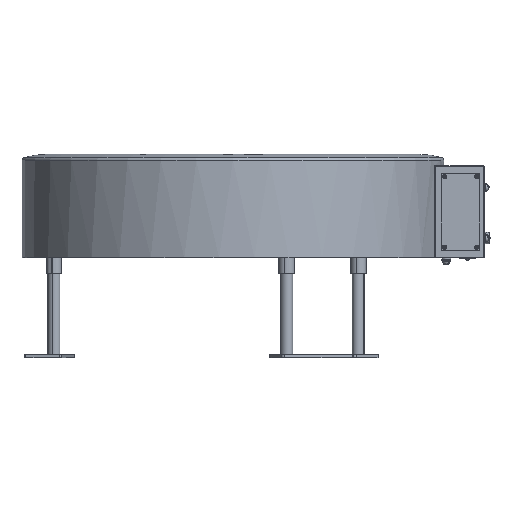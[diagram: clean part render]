
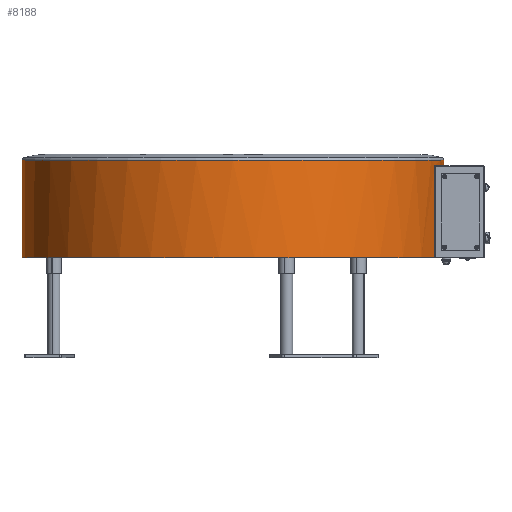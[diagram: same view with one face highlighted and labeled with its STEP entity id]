
A CAD part, left-side view. The second image highlights one B-rep face of the part: STEP entity #8188.
In plain terms, the highlighted cylindrical face has radius 275 mm (diameter 550 mm), a partial arc.
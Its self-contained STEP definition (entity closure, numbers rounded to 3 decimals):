
#510 = FACE_OUTER_BOUND ( 'NONE', #4218, .T. ) ;
#521 = CYLINDRICAL_SURFACE ( 'NONE', #7337, 275. ) ;
#1114 = LINE ( 'NONE', #6340, #1138 ) ;
#1138 = VECTOR ( 'NONE', #6346, 1000. ) ;
#1163 = LINE ( 'NONE', #6403, #1196 ) ;
#1176 = CIRCLE ( 'NONE', #7913, 275. ) ;
#1183 = CIRCLE ( 'NONE', #7936, 275. ) ;
#1196 = VECTOR ( 'NONE', #6402, 1000. ) ;
#1201 = CIRCLE ( 'NONE', #7978, 275. ) ;
#1242 = LINE ( 'NONE', #6473, #1245 ) ;
#1245 = VECTOR ( 'NONE', #6494, 1000. ) ;
#3086 = B_SPLINE_CURVE_WITH_KNOTS ( 'NONE', 3,
 ( #6465, #6484, #6466, #6485, #6486, #6467, #6470, #6500, #6471, #6487, #6488, #6523, #6519, #6515, #6518, #6509 ),
 .UNSPECIFIED., .F., .F.,
 ( 4, 2, 2, 2, 2, 2, 2, 4 ),
 ( 0., 0., 0.001, 0.002, 0.002, 0.002, 0.003, 0.003 ),
 .UNSPECIFIED. ) ;
#3341 = CARTESIAN_POINT ( 'NONE',  ( 0., 0., -65.5 ) ) ;
#3345 = DIRECTION ( 'NONE',  ( 0., 1., 0. ) ) ;
#3365 = DIRECTION ( 'NONE',  ( 0., 0., 1. ) ) ;
#4218 = EDGE_LOOP ( 'NONE', ( #4780, #4748, #4749, #4705, #4657, #4704, #4706 ) ) ;
#4657 = ORIENTED_EDGE ( 'NONE', *, *, #6897, .F. ) ;
#4704 = ORIENTED_EDGE ( 'NONE', *, *, #6900, .T. ) ;
#4705 = ORIENTED_EDGE ( 'NONE', *, *, #6858, .F. ) ;
#4706 = ORIENTED_EDGE ( 'NONE', *, *, #6908, .F. ) ;
#4748 = ORIENTED_EDGE ( 'NONE', *, *, #6864, .T. ) ;
#4749 = ORIENTED_EDGE ( 'NONE', *, *, #6881, .T. ) ;
#4780 = ORIENTED_EDGE ( 'NONE', *, *, #6863, .T. ) ;
#4853 = VERTEX_POINT ( 'NONE', #5376 ) ;
#4855 = VERTEX_POINT ( 'NONE', #5350 ) ;
#4856 = VERTEX_POINT ( 'NONE', #5363 ) ;
#4857 = VERTEX_POINT ( 'NONE', #5371 ) ;
#5233 = VERTEX_POINT ( 'NONE', #5741 ) ;
#5242 = VERTEX_POINT ( 'NONE', #5750 ) ;
#5247 = VERTEX_POINT ( 'NONE', #5763 ) ;
#5350 = CARTESIAN_POINT ( 'NONE',  ( -80.707, -262.891, -65.5 ) ) ;
#5363 = CARTESIAN_POINT ( 'NONE',  ( -80.707, -262.891, 53.5 ) ) ;
#5371 = CARTESIAN_POINT ( 'NONE',  ( 0., -275., 61.524 ) ) ;
#5376 = CARTESIAN_POINT ( 'NONE',  ( 0., -275., 55.5 ) ) ;
#5741 = CARTESIAN_POINT ( 'NONE',  ( 0., 275., -65.5 ) ) ;
#5750 = CARTESIAN_POINT ( 'NONE',  ( 0., 275., 61.524 ) ) ;
#5763 = CARTESIAN_POINT ( 'NONE',  ( -78.714, -263.494, 55.5 ) ) ;
#6340 = CARTESIAN_POINT ( 'NONE',  ( 0., 275., -65.5 ) ) ;
#6346 = DIRECTION ( 'NONE',  ( 0., 0., 1. ) ) ;
#6367 = DIRECTION ( 'NONE',  ( 0., -1., 0. ) ) ;
#6371 = DIRECTION ( 'NONE',  ( 0., 0., 1. ) ) ;
#6377 = CARTESIAN_POINT ( 'NONE',  ( 0., 0., 55.5 ) ) ;
#6402 = DIRECTION ( 'NONE',  ( 0., 0., 1. ) ) ;
#6403 = CARTESIAN_POINT ( 'NONE',  ( 0., -275., -65.5 ) ) ;
#6414 = DIRECTION ( 'NONE',  ( 0., 0., -1. ) ) ;
#6440 = CARTESIAN_POINT ( 'NONE',  ( 0., 0., 61.524 ) ) ;
#6446 = DIRECTION ( 'NONE',  ( 0., -1., 0. ) ) ;
#6456 = CARTESIAN_POINT ( 'NONE',  ( 0., 0., -65.5 ) ) ;
#6465 = CARTESIAN_POINT ( 'NONE',  ( -78.714, -263.494, 55.5 ) ) ;
#6466 = CARTESIAN_POINT ( 'NONE',  ( -78.97, -263.417, 55.488 ) ) ;
#6467 = CARTESIAN_POINT ( 'NONE',  ( -79.703, -263.197, 55.255 ) ) ;
#6470 = CARTESIAN_POINT ( 'NONE',  ( -79.924, -263.13, 55.11 ) ) ;
#6471 = CARTESIAN_POINT ( 'NONE',  ( -80.287, -263.019, 54.735 ) ) ;
#6473 = CARTESIAN_POINT ( 'NONE',  ( -80.707, -262.891, -65.5 ) ) ;
#6484 = CARTESIAN_POINT ( 'NONE',  ( -78.843, -263.456, 55.5 ) ) ;
#6485 = CARTESIAN_POINT ( 'NONE',  ( -79.222, -263.342, 55.438 ) ) ;
#6486 = CARTESIAN_POINT ( 'NONE',  ( -79.347, -263.304, 55.401 ) ) ;
#6487 = CARTESIAN_POINT ( 'NONE',  ( -80.435, -262.974, 54.516 ) ) ;
#6488 = CARTESIAN_POINT ( 'NONE',  ( -80.498, -262.955, 54.401 ) ) ;
#6492 = DIRECTION ( 'NONE',  ( 0., 0., -1. ) ) ;
#6494 = DIRECTION ( 'NONE',  ( 0., 0., 1. ) ) ;
#6495 = DIRECTION ( 'NONE',  ( 0., -1., 0. ) ) ;
#6500 = CARTESIAN_POINT ( 'NONE',  ( -80.202, -263.045, 54.837 ) ) ;
#6509 = CARTESIAN_POINT ( 'NONE',  ( -80.707, -262.891, 53.5 ) ) ;
#6515 = CARTESIAN_POINT ( 'NONE',  ( -80.693, -262.895, 53.767 ) ) ;
#6518 = CARTESIAN_POINT ( 'NONE',  ( -80.707, -262.891, 53.635 ) ) ;
#6519 = CARTESIAN_POINT ( 'NONE',  ( -80.641, -262.911, 54.027 ) ) ;
#6523 = CARTESIAN_POINT ( 'NONE',  ( -80.601, -262.923, 54.157 ) ) ;
#6858 = EDGE_CURVE ( 'NONE', #5233, #5242, #1114, .T. ) ;
#6863 = EDGE_CURVE ( 'NONE', #5247, #4853, #1176, .T. ) ;
#6864 = EDGE_CURVE ( 'NONE', #4853, #4857, #1163, .T. ) ;
#6881 = EDGE_CURVE ( 'NONE', #4857, #5242, #1183, .T. ) ;
#6897 = EDGE_CURVE ( 'NONE', #4855, #5233, #1201, .T. ) ;
#6900 = EDGE_CURVE ( 'NONE', #4855, #4856, #1242, .T. ) ;
#6908 = EDGE_CURVE ( 'NONE', #5247, #4856, #3086, .T. ) ;
#7337 = AXIS2_PLACEMENT_3D ( 'NONE', #3341, #3365, #3345 ) ;
#7913 = AXIS2_PLACEMENT_3D ( 'NONE', #6377, #6371, #6367 ) ;
#7936 = AXIS2_PLACEMENT_3D ( 'NONE', #6440, #6414, #6446 ) ;
#7978 = AXIS2_PLACEMENT_3D ( 'NONE', #6456, #6492, #6495 ) ;
#8188 = ADVANCED_FACE ( 'NONE', ( #510 ), #521, .T. ) ;
